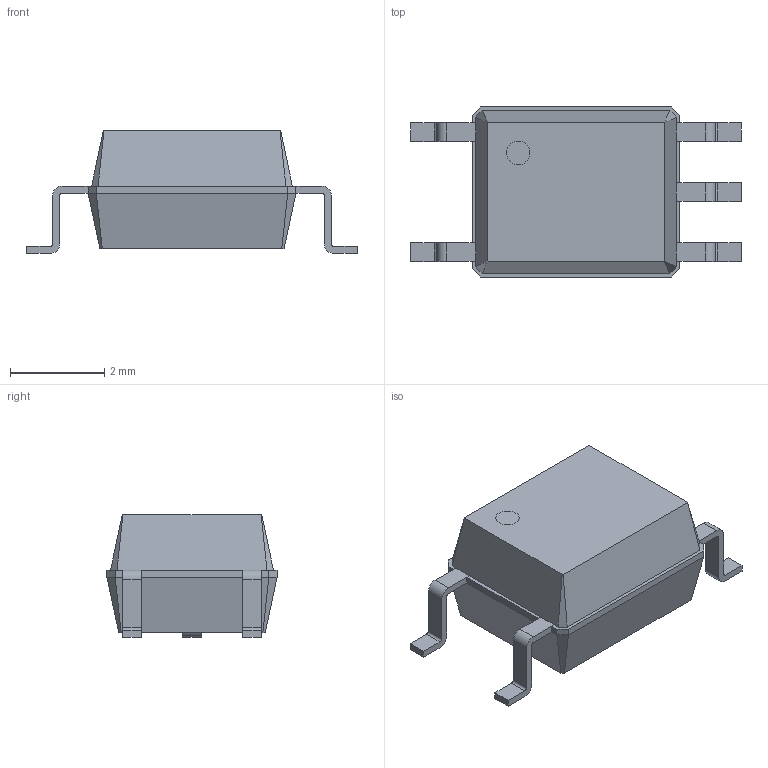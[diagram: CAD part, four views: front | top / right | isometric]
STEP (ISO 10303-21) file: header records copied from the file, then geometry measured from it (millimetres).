
FILE_DESCRIPTION(/* description */ ('model of Toshiba_SOIC-5-6_4.4x3.6mm_P1.27mm'),/* implementation_level */ '2;1');
FILE_NAME(/* name */ 'Toshiba_SOIC-5-6_4.4x3.6mm_P1.27mm.step',/* author */ ('KiCAD','kicad'),/* organization */ ('OCCT'),/* preprocessor_version */ '',/* originating_system */ 'KiCAD',/* authorisation */ '');
FILE_SCHEMA(('AUTOMOTIVE_DESIGN { 1 0 10303 214 1 1 1 1 }'));
Length unit declared in the file: millimetre
Products named in the file (1): Toshiba_SOIC-5-6_4.4x3.6mm_P1.27mm
Bounding box: 7 x 3.6 x 2.6 mm (x, y, z)
Volume: 34.5 mm3; surface area: 75 mm2
Topology: 1 solids, 1 shells, 102 faces, 270 edges, 171 vertices
Faces by surface type: plane 66, cylinder 20, bspline 16
Entity records: 2063 total; most frequent: ORIENTED_EDGE 471, EDGE_CURVE 270, CARTESIAN_POINT 224, VERTEX_POINT 171, LINE 170, AXIS2_PLACEMENT_3D 111, FACE_BOUND 103, ADVANCED_FACE 102
